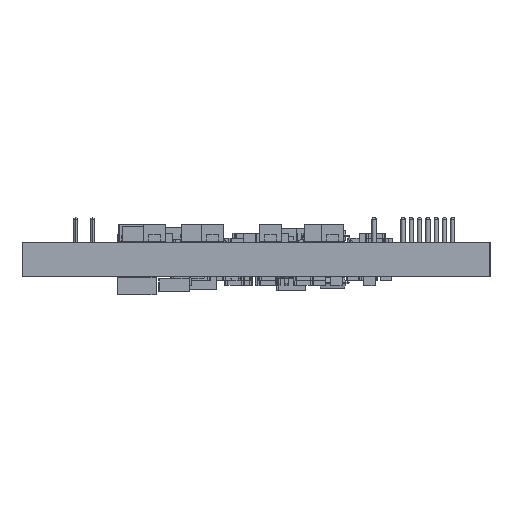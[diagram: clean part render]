
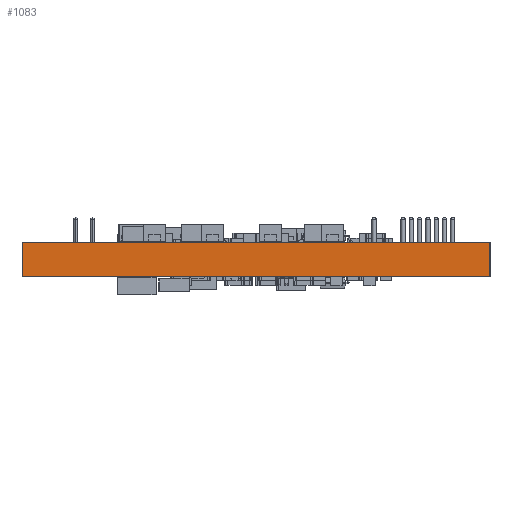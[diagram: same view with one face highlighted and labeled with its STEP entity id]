
A CAD part, left-side view. The second image highlights one B-rep face of the part: STEP entity #1083.
In plain terms, the highlighted planar face has unit normal (-1, 0, 0).
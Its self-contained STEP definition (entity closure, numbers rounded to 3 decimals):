
#1027 = VERTEX_POINT('',#1028);
#1028 = CARTESIAN_POINT('',(-66.04,29.21,2.616));
#1034 = EDGE_CURVE('',#1035,#1027,#1037,.T.);
#1035 = VERTEX_POINT('',#1036);
#1036 = CARTESIAN_POINT('',(-66.04,29.21,-2.616));
#1037 = LINE('',#1038,#1039);
#1038 = CARTESIAN_POINT('',(-66.04,29.21,-2.616));
#1039 = VECTOR('',#1040,1.);
#1040 = DIRECTION('',(0.,0.,1.));
#1083 = ADVANCED_FACE('',(#1084),#1109,.F.);
#1084 = FACE_BOUND('',#1085,.F.);
#1085 = EDGE_LOOP('',(#1086,#1087,#1095,#1103));
#1086 = ORIENTED_EDGE('',*,*,#1034,.T.);
#1087 = ORIENTED_EDGE('',*,*,#1088,.T.);
#1088 = EDGE_CURVE('',#1027,#1089,#1091,.T.);
#1089 = VERTEX_POINT('',#1090);
#1090 = CARTESIAN_POINT('',(-66.04,-42.545,2.616));
#1091 = LINE('',#1092,#1093);
#1092 = CARTESIAN_POINT('',(-66.04,29.21,2.616));
#1093 = VECTOR('',#1094,1.);
#1094 = DIRECTION('',(0.,-1.,0.));
#1095 = ORIENTED_EDGE('',*,*,#1096,.F.);
#1096 = EDGE_CURVE('',#1097,#1089,#1099,.T.);
#1097 = VERTEX_POINT('',#1098);
#1098 = CARTESIAN_POINT('',(-66.04,-42.545,-2.616));
#1099 = LINE('',#1100,#1101);
#1100 = CARTESIAN_POINT('',(-66.04,-42.545,-2.616));
#1101 = VECTOR('',#1102,1.);
#1102 = DIRECTION('',(0.,0.,1.));
#1103 = ORIENTED_EDGE('',*,*,#1104,.F.);
#1104 = EDGE_CURVE('',#1035,#1097,#1105,.T.);
#1105 = LINE('',#1106,#1107);
#1106 = CARTESIAN_POINT('',(-66.04,29.21,-2.616));
#1107 = VECTOR('',#1108,1.);
#1108 = DIRECTION('',(0.,-1.,0.));
#1109 = PLANE('',#1110);
#1110 = AXIS2_PLACEMENT_3D('',#1111,#1112,#1113);
#1111 = CARTESIAN_POINT('',(-66.04,29.21,-2.616));
#1112 = DIRECTION('',(1.,0.,0.));
#1113 = DIRECTION('',(0.,-1.,0.));
